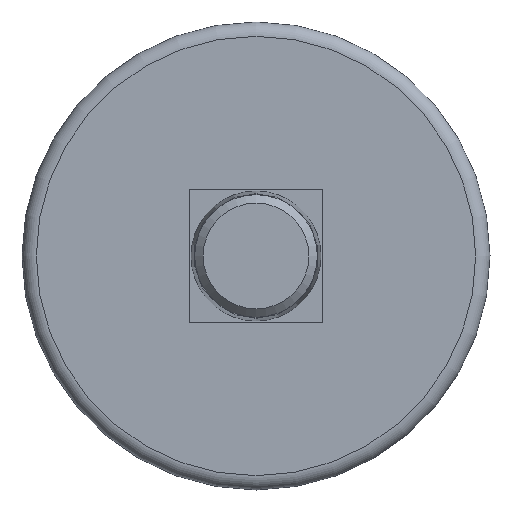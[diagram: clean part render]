
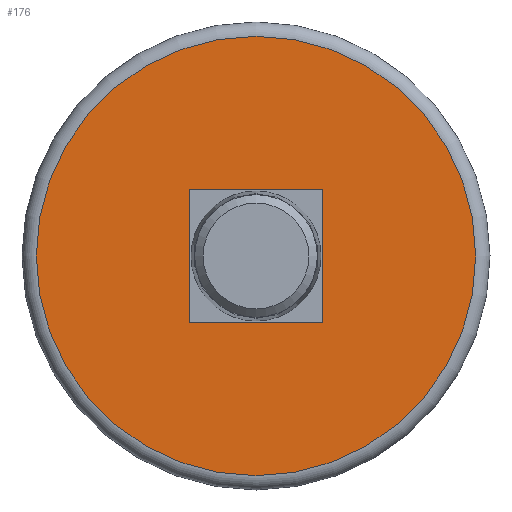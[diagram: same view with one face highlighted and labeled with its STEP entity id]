
A CAD part, left-side view. The second image highlights one B-rep face of the part: STEP entity #176.
In plain terms, the highlighted planar face has unit normal (-1, 0, 0).
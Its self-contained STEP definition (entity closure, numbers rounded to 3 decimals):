
#25=LINE('',#280,#37);
#26=LINE('',#283,#38);
#27=LINE('',#285,#39);
#28=LINE('',#287,#40);
#37=VECTOR('',#228,1000.);
#38=VECTOR('',#229,1000.);
#39=VECTOR('',#230,1000.);
#40=VECTOR('',#231,1000.);
#49=ORIENTED_EDGE('',*,*,#87,.F.);
#50=ORIENTED_EDGE('',*,*,#88,.T.);
#51=ORIENTED_EDGE('',*,*,#89,.T.);
#52=ORIENTED_EDGE('',*,*,#90,.T.);
#53=ORIENTED_EDGE('',*,*,#91,.F.);
#87=EDGE_CURVE('',#106,#106,#121,.T.);
#88=EDGE_CURVE('',#107,#108,#25,.T.);
#89=EDGE_CURVE('',#108,#109,#26,.T.);
#90=EDGE_CURVE('',#109,#110,#27,.T.);
#91=EDGE_CURVE('',#107,#110,#28,.T.);
#106=VERTEX_POINT('',#279);
#107=VERTEX_POINT('',#281);
#108=VERTEX_POINT('',#282);
#109=VERTEX_POINT('',#284);
#110=VERTEX_POINT('',#286);
#121=CIRCLE('',#203,23.);
#128=EDGE_LOOP('',(#49));
#129=EDGE_LOOP('',(#50,#51,#52,#53));
#148=FACE_BOUND('',#128,.T.);
#149=FACE_BOUND('',#129,.T.);
#168=PLANE('',#202);
#176=ADVANCED_FACE('',(#148,#149),#168,.F.);
#202=AXIS2_PLACEMENT_3D('',#277,#224,#225);
#203=AXIS2_PLACEMENT_3D('',#278,#226,#227);
#224=DIRECTION('',(1.,0.,0.));
#225=DIRECTION('',(0.,0.,-1.));
#226=DIRECTION('',(1.,0.,0.));
#227=DIRECTION('',(0.,0.,-1.));
#228=DIRECTION('',(0.,-1.,0.));
#229=DIRECTION('',(0.,0.,-1.));
#230=DIRECTION('',(0.,1.,0.));
#231=DIRECTION('',(0.,0.,-1.));
#277=CARTESIAN_POINT('',(8.,0.,0.));
#278=CARTESIAN_POINT('',(8.,0.,0.));
#279=CARTESIAN_POINT('',(8.,0.,-23.));
#280=CARTESIAN_POINT('',(8.,7.,7.));
#281=CARTESIAN_POINT('',(8.,7.,7.));
#282=CARTESIAN_POINT('',(8.,-7.,7.));
#283=CARTESIAN_POINT('',(8.,-7.,7.));
#284=CARTESIAN_POINT('',(8.,-7.,-7.));
#285=CARTESIAN_POINT('',(8.,-7.,-7.));
#286=CARTESIAN_POINT('',(8.,7.,-7.));
#287=CARTESIAN_POINT('',(8.,7.,0.));
